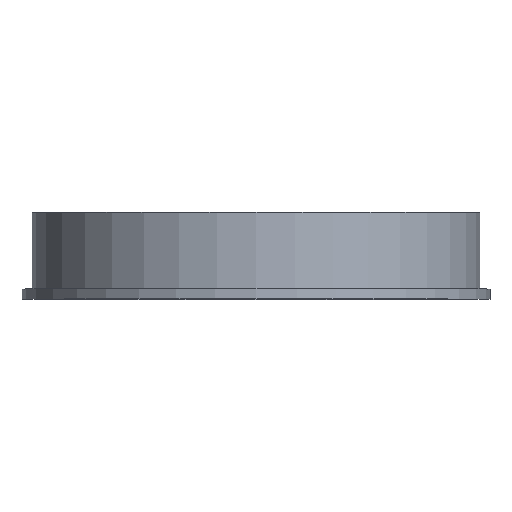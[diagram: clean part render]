
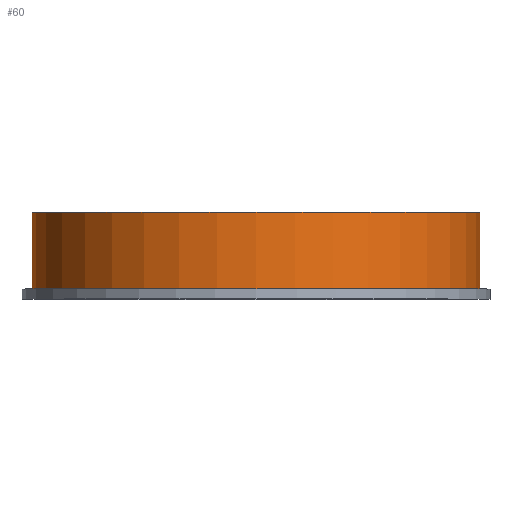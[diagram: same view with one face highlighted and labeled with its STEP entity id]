
A CAD part, top view. The second image highlights one B-rep face of the part: STEP entity #60.
In plain terms, the highlighted cylindrical face has radius 44 mm (diameter 88 mm), a partial arc.
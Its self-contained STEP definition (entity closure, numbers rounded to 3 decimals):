
#9 = VERTEX_POINT ( 'NONE', #122 ) ;
#12 = CARTESIAN_POINT ( 'NONE',  ( -44., 15.856, 0. ) ) ;
#29 = DIRECTION ( 'NONE',  ( 0., 1., 0. ) ) ;
#33 = EDGE_CURVE ( 'NONE', #133, #74, #265, .T. ) ;
#37 = VECTOR ( 'NONE', #249, 1000. ) ;
#57 = ORIENTED_EDGE ( 'NONE', *, *, #230, .F. ) ;
#59 = CARTESIAN_POINT ( 'NONE',  ( 0., 15.856, 0. ) ) ;
#60 = ADVANCED_FACE ( 'NONE', ( #201 ), #76, .T. ) ;
#65 = EDGE_CURVE ( 'NONE', #133, #9, #256, .T. ) ;
#66 = LINE ( 'NONE', #109, #37 ) ;
#74 = VERTEX_POINT ( 'NONE', #171 ) ;
#76 = CYLINDRICAL_SURFACE ( 'NONE', #177, 44. ) ;
#80 = AXIS2_PLACEMENT_3D ( 'NONE', #183, #29, #161 ) ;
#91 = ORIENTED_EDGE ( 'NONE', *, *, #65, .F. ) ;
#100 = CARTESIAN_POINT ( 'NONE',  ( -44., 9., 0. ) ) ;
#101 = CARTESIAN_POINT ( 'NONE',  ( 44., 24., 0. ) ) ;
#109 = CARTESIAN_POINT ( 'NONE',  ( 44., 15.856, 0. ) ) ;
#119 = DIRECTION ( 'NONE',  ( 0., 1., 0. ) ) ;
#122 = CARTESIAN_POINT ( 'NONE',  ( -44., 24., 0. ) ) ;
#133 = VERTEX_POINT ( 'NONE', #100 ) ;
#136 = VECTOR ( 'NONE', #146, 1000. ) ;
#146 = DIRECTION ( 'NONE',  ( 0., 1., 0. ) ) ;
#150 = ORIENTED_EDGE ( 'NONE', *, *, #33, .T. ) ;
#161 = DIRECTION ( 'NONE',  ( -1., 0., 0. ) ) ;
#162 = EDGE_LOOP ( 'NONE', ( #150, #189, #57, #91 ) ) ;
#171 = CARTESIAN_POINT ( 'NONE',  ( 44., 9., 0. ) ) ;
#177 = AXIS2_PLACEMENT_3D ( 'NONE', #59, #236, #219 ) ;
#183 = CARTESIAN_POINT ( 'NONE',  ( 0., 24., 0. ) ) ;
#189 = ORIENTED_EDGE ( 'NONE', *, *, #269, .T. ) ;
#201 = FACE_OUTER_BOUND ( 'NONE', #162, .T. ) ;
#204 = VERTEX_POINT ( 'NONE', #101 ) ;
#208 = CIRCLE ( 'NONE', #80, 44. ) ;
#219 = DIRECTION ( 'NONE',  ( -1., 0., 0. ) ) ;
#230 = EDGE_CURVE ( 'NONE', #9, #204, #208, .T. ) ;
#236 = DIRECTION ( 'NONE',  ( 0., 1., 0. ) ) ;
#249 = DIRECTION ( 'NONE',  ( 0., 1., 0. ) ) ;
#256 = LINE ( 'NONE', #12, #136 ) ;
#265 = CIRCLE ( 'NONE', #281, 44. ) ;
#266 = DIRECTION ( 'NONE',  ( -1., 0., 0. ) ) ;
#269 = EDGE_CURVE ( 'NONE', #74, #204, #66, .T. ) ;
#281 = AXIS2_PLACEMENT_3D ( 'NONE', #289, #119, #266 ) ;
#289 = CARTESIAN_POINT ( 'NONE',  ( 0., 9., 0. ) ) ;
